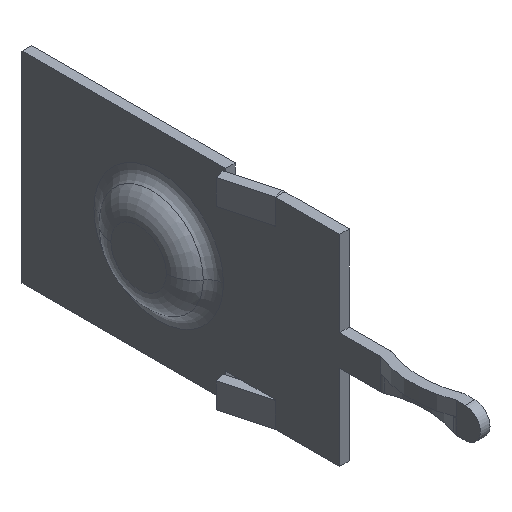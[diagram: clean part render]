
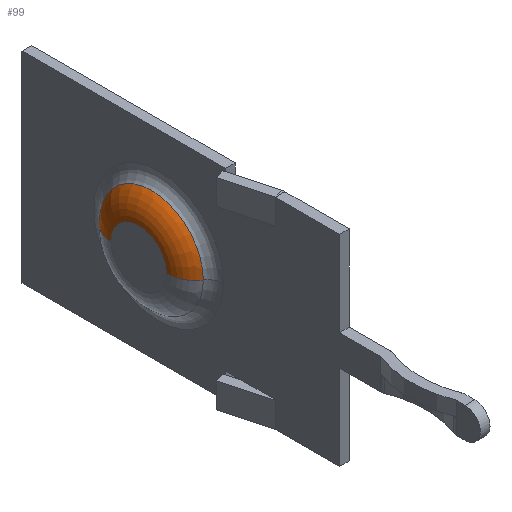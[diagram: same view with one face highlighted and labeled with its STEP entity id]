
A CAD part, isometric view. The second image highlights one B-rep face of the part: STEP entity #99.
In plain terms, the highlighted toroidal (fillet/blend) face has major radius 0.875 mm and minor radius 0.905 mm.
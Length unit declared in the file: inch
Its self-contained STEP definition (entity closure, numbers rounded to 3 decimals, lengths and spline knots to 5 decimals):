
#16 = AXIS2_PLACEMENT_3D ( 'NONE', #1504, #687, #1633 ) ;
#45 = DIRECTION ( 'NONE',  ( 0., 0., 1. ) ) ;
#57 = DIRECTION ( 'NONE',  ( 0., -1., 0. ) ) ;
#99 = ADVANCED_FACE ( 'NONE', ( #767 ), #1602, .T. ) ;
#139 = ORIENTED_EDGE ( 'NONE', *, *, #1482, .F. ) ;
#197 = DIRECTION ( 'NONE',  ( -1., 0., 0. ) ) ;
#211 = CARTESIAN_POINT ( 'NONE',  ( -0.02084, 0.33574, 0. ) ) ;
#212 = VERTEX_POINT ( 'NONE', #211 ) ;
#256 = ORIENTED_EDGE ( 'NONE', *, *, #834, .F. ) ;
#436 = DIRECTION ( 'NONE',  ( 0., 0., -1. ) ) ;
#542 = CIRCLE ( 'NONE', #975, 0.03562 ) ;
#545 = VERTEX_POINT ( 'NONE', #1046 ) ;
#676 = CARTESIAN_POINT ( 'NONE',  ( -0.037, 0.36557, 0. ) ) ;
#687 = DIRECTION ( 'NONE',  ( -1., 0., 0. ) ) ;
#702 = CARTESIAN_POINT ( 'NONE',  ( -0.02084, 0.46426, 0. ) ) ;
#728 = DIRECTION ( 'NONE',  ( 0., -1., 0. ) ) ;
#767 = FACE_OUTER_BOUND ( 'NONE', #1018, .T. ) ;
#831 = DIRECTION ( 'NONE',  ( -1., 0., 0. ) ) ;
#834 = EDGE_CURVE ( 'NONE', #1132, #545, #1179, .T. ) ;
#845 = DIRECTION ( 'NONE',  ( 0., 0., 1. ) ) ;
#944 = CIRCLE ( 'NONE', #1600, 0.03562 ) ;
#975 = AXIS2_PLACEMENT_3D ( 'NONE', #1654, #845, #57 ) ;
#1018 = EDGE_LOOP ( 'NONE', ( #1180, #1036, #256, #139 ) ) ;
#1036 = ORIENTED_EDGE ( 'NONE', *, *, #1505, .T. ) ;
#1046 = CARTESIAN_POINT ( 'NONE',  ( -0.037, 0.43443, 0. ) ) ;
#1132 = VERTEX_POINT ( 'NONE', #676 ) ;
#1179 = CIRCLE ( 'NONE', #1188, 0.03443 ) ;
#1180 = ORIENTED_EDGE ( 'NONE', *, *, #1457, .T. ) ;
#1188 = AXIS2_PLACEMENT_3D ( 'NONE', #1643, #831, #45 ) ;
#1241 = CARTESIAN_POINT ( 'NONE',  ( -0.00138, 0.36557, 0. ) ) ;
#1381 = DIRECTION ( 'NONE',  ( -1., 0., 0. ) ) ;
#1389 = CIRCLE ( 'NONE', #16, 0.06426 ) ;
#1457 = EDGE_CURVE ( 'NONE', #212, #1521, #1389, .T. ) ;
#1462 = AXIS2_PLACEMENT_3D ( 'NONE', #1537, #197, #728 ) ;
#1482 = EDGE_CURVE ( 'NONE', #212, #1132, #944, .T. ) ;
#1504 = CARTESIAN_POINT ( 'NONE',  ( -0.02084, 0.4, 0. ) ) ;
#1505 = EDGE_CURVE ( 'NONE', #1521, #545, #542, .T. ) ;
#1521 = VERTEX_POINT ( 'NONE', #702 ) ;
#1537 = CARTESIAN_POINT ( 'NONE',  ( -0.00138, 0.4, 0. ) ) ;
#1600 = AXIS2_PLACEMENT_3D ( 'NONE', #1241, #436, #1381 ) ;
#1602 = TOROIDAL_SURFACE ( 'NONE', #1462, 0.03443, 0.03562 ) ;
#1633 = DIRECTION ( 'NONE',  ( 0., 0., 1. ) ) ;
#1643 = CARTESIAN_POINT ( 'NONE',  ( -0.037, 0.4, 0. ) ) ;
#1654 = CARTESIAN_POINT ( 'NONE',  ( -0.00138, 0.43443, 0. ) ) ;
